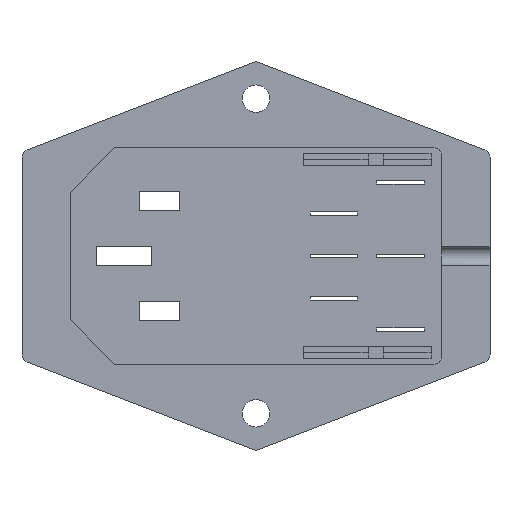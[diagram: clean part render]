
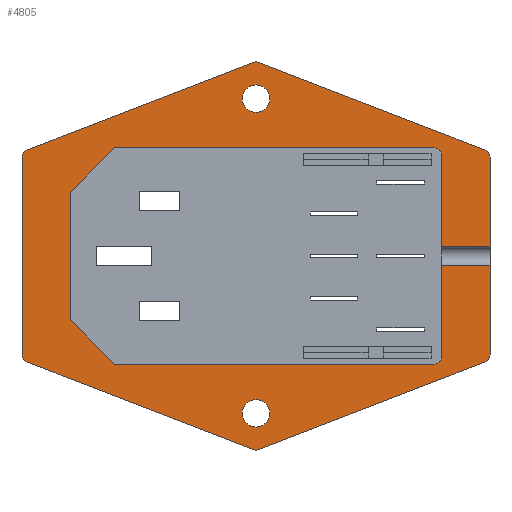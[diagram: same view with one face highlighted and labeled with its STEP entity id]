
A CAD part, front view. The second image highlights one B-rep face of the part: STEP entity #4805.
In plain terms, the highlighted planar face has unit normal (0, -1, 0).
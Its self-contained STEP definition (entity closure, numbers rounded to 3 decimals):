
#35=FACE_BOUND('',#694,.T.);
#36=FACE_BOUND('',#695,.T.);
#236=PLANE('',#5078);
#452=FACE_OUTER_BOUND('',#693,.T.);
#693=EDGE_LOOP('',(#4446,#4447,#4448,#4449,#4450,#4451,#4452,#4453,#4454,
#4455,#4456,#4457,#4458,#4459,#4460,#4461,#4462,#4463,#4464,#4465,#4466,
#4467,#4468,#4469));
#694=EDGE_LOOP('',(#4470,#4471));
#695=EDGE_LOOP('',(#4472,#4473));
#726=CIRCLE('',#5040,1.);
#729=CIRCLE('',#5046,1.75);
#730=CIRCLE('',#5047,1.75);
#738=CIRCLE('',#5060,1.);
#740=CIRCLE('',#5064,1.);
#742=CIRCLE('',#5068,1.);
#744=CIRCLE('',#5072,1.);
#746=CIRCLE('',#5079,1.);
#747=CIRCLE('',#5080,1.);
#748=CIRCLE('',#5081,1.);
#749=CIRCLE('',#5082,1.75);
#750=CIRCLE('',#5083,1.75);
#762=LINE('',#6298,#1406);
#764=LINE('',#6307,#1408);
#766=LINE('',#6317,#1410);
#770=LINE('',#6324,#1414);
#1347=LINE('',#7483,#1991);
#1350=LINE('',#7489,#1994);
#1363=LINE('',#7541,#2007);
#1367=LINE('',#7553,#2011);
#1370=LINE('',#7561,#2014);
#1373=LINE('',#7566,#2017);
#1375=LINE('',#7575,#2019);
#1378=LINE('',#7581,#2022);
#1381=LINE('',#7586,#2025);
#1383=LINE('',#7591,#2027);
#1384=LINE('',#7595,#2028);
#1385=LINE('',#7599,#2029);
#1406=VECTOR('',#5114,10.);
#1408=VECTOR('',#5122,10.);
#1410=VECTOR('',#5134,10.);
#1414=VECTOR('',#5138,10.);
#1991=VECTOR('',#6101,10.);
#1994=VECTOR('',#6106,10.);
#2007=VECTOR('',#6157,10.);
#2011=VECTOR('',#6169,10.);
#2014=VECTOR('',#6180,10.);
#2017=VECTOR('',#6183,10.);
#2019=VECTOR('',#6193,10.);
#2022=VECTOR('',#6198,10.);
#2025=VECTOR('',#6203,10.);
#2027=VECTOR('',#6209,10.);
#2028=VECTOR('',#6212,10.);
#2029=VECTOR('',#6215,10.);
#2050=VERTEX_POINT('',#6296);
#2051=VERTEX_POINT('',#6297);
#2054=VERTEX_POINT('',#6304);
#2055=VERTEX_POINT('',#6306);
#2058=VERTEX_POINT('',#6316);
#2061=VERTEX_POINT('',#6322);
#2446=VERTEX_POINT('',#7473);
#2447=VERTEX_POINT('',#7474);
#2450=VERTEX_POINT('',#7482);
#2452=VERTEX_POINT('',#7488);
#2456=VERTEX_POINT('',#7497);
#2457=VERTEX_POINT('',#7499);
#2468=VERTEX_POINT('',#7531);
#2469=VERTEX_POINT('',#7532);
#2472=VERTEX_POINT('',#7540);
#2474=VERTEX_POINT('',#7546);
#2476=VERTEX_POINT('',#7552);
#2479=VERTEX_POINT('',#7564);
#2480=VERTEX_POINT('',#7568);
#2482=VERTEX_POINT('',#7574);
#2484=VERTEX_POINT('',#7580);
#2486=VERTEX_POINT('',#7590);
#2487=VERTEX_POINT('',#7592);
#2488=VERTEX_POINT('',#7594);
#2489=VERTEX_POINT('',#7596);
#2490=VERTEX_POINT('',#7598);
#2491=VERTEX_POINT('',#7601);
#2492=VERTEX_POINT('',#7602);
#2510=EDGE_CURVE('',#2050,#2051,#762,.T.);
#2515=EDGE_CURVE('',#2055,#2054,#764,.T.);
#2520=EDGE_CURVE('',#2058,#2055,#766,.T.);
#2524=EDGE_CURVE('',#2051,#2061,#770,.T.);
#3103=EDGE_CURVE('',#2446,#2447,#726,.T.);
#3107=EDGE_CURVE('',#2447,#2450,#1347,.T.);
#3110=EDGE_CURVE('',#2450,#2452,#1350,.T.);
#3115=EDGE_CURVE('',#2456,#2457,#729,.T.);
#3116=EDGE_CURVE('',#2457,#2456,#730,.T.);
#3131=EDGE_CURVE('',#2468,#2469,#738,.T.);
#3135=EDGE_CURVE('',#2472,#2468,#1363,.T.);
#3138=EDGE_CURVE('',#2474,#2472,#740,.T.);
#3141=EDGE_CURVE('',#2476,#2474,#1367,.T.);
#3144=EDGE_CURVE('',#2061,#2476,#742,.T.);
#3146=EDGE_CURVE('',#2446,#2050,#1370,.T.);
#3149=EDGE_CURVE('',#2054,#2479,#1373,.T.);
#3150=EDGE_CURVE('',#2479,#2480,#744,.T.);
#3153=EDGE_CURVE('',#2480,#2482,#1375,.T.);
#3156=EDGE_CURVE('',#2482,#2484,#1378,.T.);
#3159=EDGE_CURVE('',#2484,#2452,#1381,.T.);
#3161=EDGE_CURVE('',#2486,#2469,#1383,.T.);
#3162=EDGE_CURVE('',#2487,#2486,#746,.T.);
#3163=EDGE_CURVE('',#2488,#2487,#1384,.T.);
#3164=EDGE_CURVE('',#2489,#2488,#747,.T.);
#3165=EDGE_CURVE('',#2490,#2489,#1385,.T.);
#3166=EDGE_CURVE('',#2058,#2490,#748,.T.);
#3167=EDGE_CURVE('',#2491,#2492,#749,.T.);
#3168=EDGE_CURVE('',#2492,#2491,#750,.T.);
#4446=ORIENTED_EDGE('',*,*,#2510,.T.);
#4447=ORIENTED_EDGE('',*,*,#2524,.T.);
#4448=ORIENTED_EDGE('',*,*,#3144,.T.);
#4449=ORIENTED_EDGE('',*,*,#3141,.T.);
#4450=ORIENTED_EDGE('',*,*,#3138,.T.);
#4451=ORIENTED_EDGE('',*,*,#3135,.T.);
#4452=ORIENTED_EDGE('',*,*,#3131,.T.);
#4453=ORIENTED_EDGE('',*,*,#3161,.F.);
#4454=ORIENTED_EDGE('',*,*,#3162,.F.);
#4455=ORIENTED_EDGE('',*,*,#3163,.F.);
#4456=ORIENTED_EDGE('',*,*,#3164,.F.);
#4457=ORIENTED_EDGE('',*,*,#3165,.F.);
#4458=ORIENTED_EDGE('',*,*,#3166,.F.);
#4459=ORIENTED_EDGE('',*,*,#2520,.T.);
#4460=ORIENTED_EDGE('',*,*,#2515,.T.);
#4461=ORIENTED_EDGE('',*,*,#3149,.T.);
#4462=ORIENTED_EDGE('',*,*,#3150,.T.);
#4463=ORIENTED_EDGE('',*,*,#3153,.T.);
#4464=ORIENTED_EDGE('',*,*,#3156,.T.);
#4465=ORIENTED_EDGE('',*,*,#3159,.T.);
#4466=ORIENTED_EDGE('',*,*,#3110,.F.);
#4467=ORIENTED_EDGE('',*,*,#3107,.F.);
#4468=ORIENTED_EDGE('',*,*,#3103,.F.);
#4469=ORIENTED_EDGE('',*,*,#3146,.T.);
#4470=ORIENTED_EDGE('',*,*,#3116,.F.);
#4471=ORIENTED_EDGE('',*,*,#3115,.F.);
#4472=ORIENTED_EDGE('',*,*,#3167,.T.);
#4473=ORIENTED_EDGE('',*,*,#3168,.T.);
#4805=ADVANCED_FACE('',(#452,#35,#36),#236,.F.);
#5040=AXIS2_PLACEMENT_3D('',#7475,#6093,#6094);
#5046=AXIS2_PLACEMENT_3D('',#7500,#6114,#6115);
#5047=AXIS2_PLACEMENT_3D('',#7501,#6116,#6117);
#5060=AXIS2_PLACEMENT_3D('',#7533,#6149,#6150);
#5064=AXIS2_PLACEMENT_3D('',#7547,#6162,#6163);
#5068=AXIS2_PLACEMENT_3D('',#7558,#6174,#6175);
#5072=AXIS2_PLACEMENT_3D('',#7569,#6186,#6187);
#5078=AXIS2_PLACEMENT_3D('',#7589,#6207,#6208);
#5079=AXIS2_PLACEMENT_3D('',#7593,#6210,#6211);
#5080=AXIS2_PLACEMENT_3D('',#7597,#6213,#6214);
#5081=AXIS2_PLACEMENT_3D('',#7600,#6216,#6217);
#5082=AXIS2_PLACEMENT_3D('',#7603,#6218,#6219);
#5083=AXIS2_PLACEMENT_3D('',#7604,#6220,#6221);
#5114=DIRECTION('',(1.,0.,0.));
#5122=DIRECTION('',(-1.,0.,0.));
#5134=DIRECTION('',(0.,0.,1.));
#5138=DIRECTION('',(0.,0.,1.));
#6093=DIRECTION('center_axis',(0.,-1.,0.));
#6094=DIRECTION('ref_axis',(1.,0.,0.));
#6101=DIRECTION('',(-1.,0.,0.));
#6106=DIRECTION('',(-0.707,0.,-0.707));
#6114=DIRECTION('center_axis',(0.,-1.,0.));
#6115=DIRECTION('ref_axis',(0.,0.,1.));
#6116=DIRECTION('center_axis',(0.,-1.,0.));
#6117=DIRECTION('ref_axis',(0.,0.,1.));
#6149=DIRECTION('center_axis',(0.,-1.,0.));
#6150=DIRECTION('ref_axis',(-0.361,0.,0.933));
#6157=DIRECTION('',(-0.933,0.,-0.361));
#6162=DIRECTION('center_axis',(0.,-1.,0.));
#6163=DIRECTION('ref_axis',(0.361,0.,0.933));
#6169=DIRECTION('',(-0.933,0.,0.361));
#6174=DIRECTION('center_axis',(0.,-1.,0.));
#6175=DIRECTION('ref_axis',(1.,0.,0.));
#6180=DIRECTION('',(0.,0.,-1.));
#6183=DIRECTION('',(0.,0.,-1.));
#6186=DIRECTION('center_axis',(0.,1.,0.));
#6187=DIRECTION('ref_axis',(1.,0.,0.));
#6193=DIRECTION('',(-1.,0.,0.));
#6198=DIRECTION('',(-0.707,0.,0.707));
#6203=DIRECTION('',(0.,0.,1.));
#6207=DIRECTION('center_axis',(0.,1.,0.));
#6208=DIRECTION('ref_axis',(0.,0.,1.));
#6209=DIRECTION('',(0.,0.,1.));
#6210=DIRECTION('center_axis',(0.,1.,0.));
#6211=DIRECTION('ref_axis',(-0.361,0.,-0.933));
#6212=DIRECTION('',(-0.933,0.,0.361));
#6213=DIRECTION('center_axis',(0.,1.,0.));
#6214=DIRECTION('ref_axis',(0.361,0.,-0.933));
#6215=DIRECTION('',(-0.933,0.,-0.361));
#6216=DIRECTION('center_axis',(0.,1.,0.));
#6217=DIRECTION('ref_axis',(1.,0.,0.));
#6218=DIRECTION('center_axis',(0.,1.,0.));
#6219=DIRECTION('ref_axis',(0.,0.,-1.));
#6220=DIRECTION('center_axis',(0.,1.,0.));
#6221=DIRECTION('ref_axis',(0.,0.,-1.));
#6296=CARTESIAN_POINT('',(23.625,0.,1.146));
#6297=CARTESIAN_POINT('',(29.75,0.,1.146));
#6298=CARTESIAN_POINT('',(23.625,0.,1.146));
#6304=CARTESIAN_POINT('',(23.625,0.,-1.146));
#6306=CARTESIAN_POINT('',(29.75,0.,-1.146));
#6307=CARTESIAN_POINT('',(23.625,0.,-1.146));
#6316=CARTESIAN_POINT('',(29.75,0.,-12.564));
#6317=CARTESIAN_POINT('',(29.75,0.,0.));
#6322=CARTESIAN_POINT('',(29.75,0.,12.564));
#6324=CARTESIAN_POINT('',(29.75,0.,0.));
#7473=CARTESIAN_POINT('',(23.625,0.,12.75));
#7474=CARTESIAN_POINT('',(22.625,0.,13.75));
#7475=CARTESIAN_POINT('Origin',(22.625,0.,12.75));
#7482=CARTESIAN_POINT('',(-18.,0.,13.75));
#7483=CARTESIAN_POINT('',(-9.,0.,13.75));
#7488=CARTESIAN_POINT('',(-23.625,0.,8.125));
#7489=CARTESIAN_POINT('',(-16.665,0.,15.085));
#7497=CARTESIAN_POINT('',(0.,0.,18.25));
#7499=CARTESIAN_POINT('',(0.,0.,21.75));
#7500=CARTESIAN_POINT('Origin',(0.,0.,20.));
#7501=CARTESIAN_POINT('Origin',(0.,0.,20.));
#7531=CARTESIAN_POINT('',(-29.111,0.,13.497));
#7532=CARTESIAN_POINT('',(-29.75,0.,12.564));
#7533=CARTESIAN_POINT('Origin',(-28.75,0.,12.564));
#7540=CARTESIAN_POINT('',(-0.361,0.,24.611));
#7541=CARTESIAN_POINT('',(-0.361,0.,24.611));
#7546=CARTESIAN_POINT('',(0.361,0.,24.611));
#7547=CARTESIAN_POINT('Origin',(0.,0.,23.678));
#7552=CARTESIAN_POINT('',(29.111,0.,13.497));
#7553=CARTESIAN_POINT('',(29.111,0.,13.497));
#7558=CARTESIAN_POINT('Origin',(28.75,0.,12.564));
#7561=CARTESIAN_POINT('',(23.625,0.,-12.544));
#7564=CARTESIAN_POINT('',(23.625,0.,-12.75));
#7566=CARTESIAN_POINT('',(23.625,0.,-12.544));
#7568=CARTESIAN_POINT('',(22.625,0.,-13.75));
#7569=CARTESIAN_POINT('Origin',(22.625,0.,-12.75));
#7574=CARTESIAN_POINT('',(-18.,0.,-13.75));
#7575=CARTESIAN_POINT('',(-9.,0.,-13.75));
#7580=CARTESIAN_POINT('',(-23.625,0.,-8.125));
#7581=CARTESIAN_POINT('',(-16.665,0.,-15.085));
#7586=CARTESIAN_POINT('',(-23.625,0.,-6.169));
#7589=CARTESIAN_POINT('Origin',(0.,0.,-12.339));
#7590=CARTESIAN_POINT('',(-29.75,0.,-12.564));
#7591=CARTESIAN_POINT('',(-29.75,0.,-12.564));
#7592=CARTESIAN_POINT('',(-29.111,0.,-13.497));
#7593=CARTESIAN_POINT('Origin',(-28.75,0.,-12.564));
#7594=CARTESIAN_POINT('',(-0.361,0.,-24.611));
#7595=CARTESIAN_POINT('',(-0.361,0.,-24.611));
#7596=CARTESIAN_POINT('',(0.361,0.,-24.611));
#7597=CARTESIAN_POINT('Origin',(0.,0.,-23.678));
#7598=CARTESIAN_POINT('',(29.111,0.,-13.497));
#7599=CARTESIAN_POINT('',(29.111,0.,-13.497));
#7600=CARTESIAN_POINT('Origin',(28.75,0.,-12.564));
#7601=CARTESIAN_POINT('',(0.,0.,-21.75));
#7602=CARTESIAN_POINT('',(0.,0.,-18.25));
#7603=CARTESIAN_POINT('Origin',(0.,0.,-20.));
#7604=CARTESIAN_POINT('Origin',(0.,0.,-20.));
